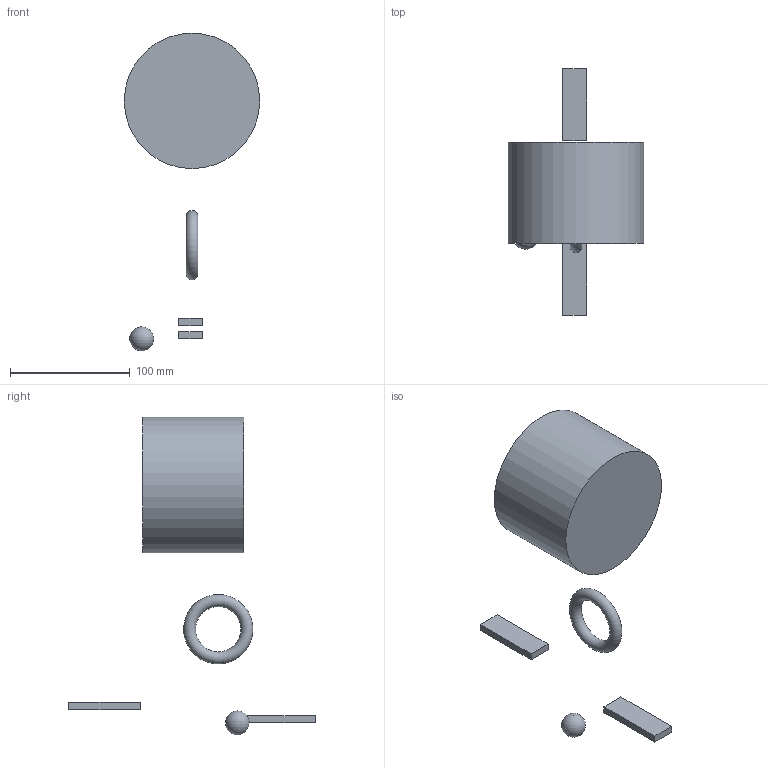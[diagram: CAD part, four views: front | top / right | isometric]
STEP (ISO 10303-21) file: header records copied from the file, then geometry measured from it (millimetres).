
FILE_DESCRIPTION(/* description */ ('my shape assembly'),/* implementation_level */ '2;1');
FILE_NAME(/* name */ 'bb252d6b-9786-49a4-a70a-611e5271faa0.stp',/* time_stamp */ '2023-03-30T11:43:31Z',/* author */ (''),/* organization */ (''),/* preprocessor_version */ 'ST-DEVELOPER v19.2',/* originating_system */ 'Autodesk Translation Framework v12.4.0.73',/* authorisation */ '');
FILE_SCHEMA (('AUTOMOTIVE_DESIGN { 1 0 10303 214 3 1 1 }'));
Length unit declared in the file: millimetre
Products named in the file (7): 2131235; 423423423411; 23443214888; 5724866859; Cylinder; 4534543545; 33653454355
Assembly tree (6 placements, depth 3):
  2131235
    423423423411
      23443214888
      5724866859
      Cylinder
    4534543545
    33653454355
Bounding box: 112.97 x 205.83 x 264.96 mm (x, y, z)
Volume: 819783 mm3; surface area: 67887.3 mm2
Topology: 5 solids, 5 shells, 19 faces, 37 edges, 24 vertices
Faces by surface type: plane 14, cylinder 2, sphere 1, torus 1, cone 1
Full cylindrical faces by diameter (mm): 40 x1, 112.966 x1
Entity records: 672 total; most frequent: DIRECTION 105, CARTESIAN_POINT 90, ORIENTED_EDGE 68, AXIS2_PLACEMENT_3D 39, EDGE_CURVE 34, LINE 27, VECTOR 27, VERTEX_POINT 24
